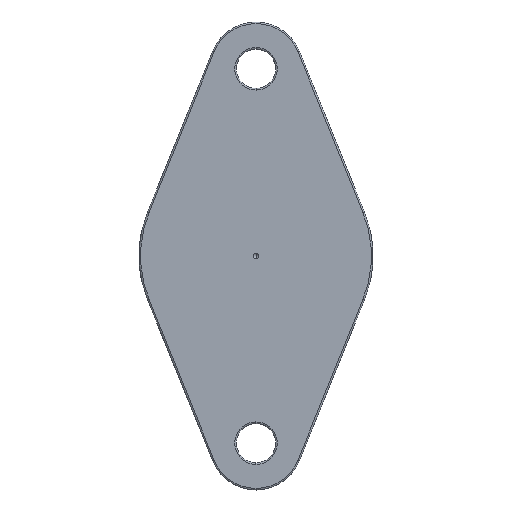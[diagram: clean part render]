
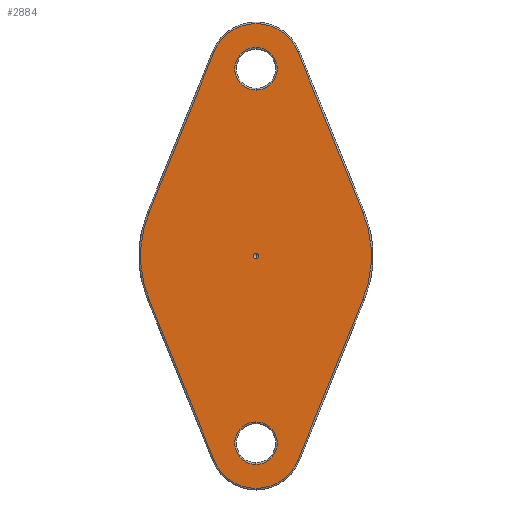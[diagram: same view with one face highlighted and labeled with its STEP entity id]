
A CAD part, front view. The second image highlights one B-rep face of the part: STEP entity #2884.
In plain terms, the highlighted planar face has unit normal (0, -1, 0).
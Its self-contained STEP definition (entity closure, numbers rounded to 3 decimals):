
#8 = CARTESIAN_POINT ( 'NONE',  ( 0., -9.5, 0. ) ) ;
#17 = CARTESIAN_POINT ( 'NONE',  ( 0., -9.5, 0. ) ) ;
#19 = CARTESIAN_POINT ( 'NONE',  ( 0., -9.5, -20. ) ) ;
#20 = CARTESIAN_POINT ( 'NONE',  ( 0., -9.5, 17.73 ) ) ;
#42 = AXIS2_PLACEMENT_3D ( 'NONE', #1002, #1463, #1496 ) ;
#97 = AXIS2_PLACEMENT_3D ( 'NONE', #2873, #608, #1574 ) ;
#100 = CIRCLE ( 'NONE', #972, 4.83 ) ;
#154 = AXIS2_PLACEMENT_3D ( 'NONE', #2933, #745, #2012 ) ;
#155 = DIRECTION ( 'NONE',  ( -0.375, 0., 0.927 ) ) ;
#197 = VERTEX_POINT ( 'NONE', #962 ) ;
#291 = AXIS2_PLACEMENT_3D ( 'NONE', #2328, #3069, #871 ) ;
#304 = CIRCLE ( 'NONE', #2154, 0.3 ) ;
#310 = EDGE_CURVE ( 'NONE', #2757, #2572, #2145, .T. ) ;
#339 = LINE ( 'NONE', #2344, #1214 ) ;
#358 = EDGE_CURVE ( 'NONE', #197, #1173, #710, .T. ) ;
#368 = CARTESIAN_POINT ( 'NONE',  ( -4.478, -9.5, 21.811 ) ) ;
#388 = ORIENTED_EDGE ( 'NONE', *, *, #1230, .T. ) ;
#392 = EDGE_CURVE ( 'NONE', #2572, #2757, #2352, .T. ) ;
#404 = VERTEX_POINT ( 'NONE', #2267 ) ;
#474 = FACE_BOUND ( 'NONE', #2340, .T. ) ;
#509 = EDGE_CURVE ( 'NONE', #1745, #2554, #100, .T. ) ;
#516 = DIRECTION ( 'NONE',  ( 0., 0., -1. ) ) ;
#536 = ORIENTED_EDGE ( 'NONE', *, *, #589, .F. ) ;
#562 = EDGE_CURVE ( 'NONE', #404, #2892, #1072, .T. ) ;
#585 = DIRECTION ( 'NONE',  ( 0., 0., -1. ) ) ;
#589 = EDGE_CURVE ( 'NONE', #2892, #404, #304, .T. ) ;
#608 = DIRECTION ( 'NONE',  ( 0., 1., 0. ) ) ;
#630 = EDGE_LOOP ( 'NONE', ( #1630, #1515 ) ) ;
#646 = CIRCLE ( 'NONE', #2189, 4.83 ) ;
#677 = DIRECTION ( 'NONE',  ( 0., -1., 0. ) ) ;
#690 = FACE_OUTER_BOUND ( 'NONE', #2064, .T. ) ;
#710 = CIRCLE ( 'NONE', #1121, 2.27 ) ;
#715 = DIRECTION ( 'NONE',  ( 0., 0., -1. ) ) ;
#721 = AXIS2_PLACEMENT_3D ( 'NONE', #950, #1693, #516 ) ;
#745 = DIRECTION ( 'NONE',  ( 0., 1., 0. ) ) ;
#851 = CARTESIAN_POINT ( 'NONE',  ( 11.43, -9.5, -4.624 ) ) ;
#861 = LINE ( 'NONE', #1366, #3158 ) ;
#864 = CARTESIAN_POINT ( 'NONE',  ( -11.43, -9.5, -4.624 ) ) ;
#871 = DIRECTION ( 'NONE',  ( 0., 0., -1. ) ) ;
#925 = VECTOR ( 'NONE', #1158, 1000. ) ;
#950 = CARTESIAN_POINT ( 'NONE',  ( 0., -9.5, 20. ) ) ;
#951 = VERTEX_POINT ( 'NONE', #851 ) ;
#962 = CARTESIAN_POINT ( 'NONE',  ( 0., -9.5, -17.73 ) ) ;
#972 = AXIS2_PLACEMENT_3D ( 'NONE', #1812, #2807, #585 ) ;
#982 = DIRECTION ( 'NONE',  ( 0., -1., 0. ) ) ;
#1002 = CARTESIAN_POINT ( 'NONE',  ( 0., -9.5, 20. ) ) ;
#1003 = CARTESIAN_POINT ( 'NONE',  ( 4.478, -9.5, -21.811 ) ) ;
#1032 = EDGE_CURVE ( 'NONE', #2554, #951, #1376, .T. ) ;
#1040 = DIRECTION ( 'NONE',  ( 0., -1., 0. ) ) ;
#1072 = CIRCLE ( 'NONE', #1682, 0.3 ) ;
#1121 = AXIS2_PLACEMENT_3D ( 'NONE', #19, #2744, #2758 ) ;
#1141 = ORIENTED_EDGE ( 'NONE', *, *, #2471, .T. ) ;
#1158 = DIRECTION ( 'NONE',  ( 0.375, 0., 0.927 ) ) ;
#1168 = ORIENTED_EDGE ( 'NONE', *, *, #1767, .T. ) ;
#1173 = VERTEX_POINT ( 'NONE', #1179 ) ;
#1178 = FACE_BOUND ( 'NONE', #2916, .T. ) ;
#1179 = CARTESIAN_POINT ( 'NONE',  ( 0., -9.5, -22.27 ) ) ;
#1200 = DIRECTION ( 'NONE',  ( 0., 0., -1. ) ) ;
#1214 = VECTOR ( 'NONE', #155, 1000. ) ;
#1230 = EDGE_CURVE ( 'NONE', #2018, #3108, #2195, .T. ) ;
#1276 = ORIENTED_EDGE ( 'NONE', *, *, #562, .F. ) ;
#1349 = ORIENTED_EDGE ( 'NONE', *, *, #310, .T. ) ;
#1366 = CARTESIAN_POINT ( 'NONE',  ( -11.43, -9.5, -4.624 ) ) ;
#1376 = LINE ( 'NONE', #2364, #925 ) ;
#1393 = CARTESIAN_POINT ( 'NONE',  ( 0., -9.5, 0. ) ) ;
#1409 = CARTESIAN_POINT ( 'NONE',  ( 0., -9.5, -0.3 ) ) ;
#1432 = DIRECTION ( 'NONE',  ( 0., -1., 0. ) ) ;
#1441 = PLANE ( 'NONE',  #2825 ) ;
#1458 = EDGE_CURVE ( 'NONE', #1173, #197, #2197, .T. ) ;
#1463 = DIRECTION ( 'NONE',  ( 0., 1., 0. ) ) ;
#1485 = ORIENTED_EDGE ( 'NONE', *, *, #1915, .T. ) ;
#1496 = DIRECTION ( 'NONE',  ( 0., 0., -1. ) ) ;
#1511 = EDGE_CURVE ( 'NONE', #3064, #2018, #2883, .T. ) ;
#1514 = CARTESIAN_POINT ( 'NONE',  ( -4.478, -9.5, -21.811 ) ) ;
#1515 = ORIENTED_EDGE ( 'NONE', *, *, #358, .T. ) ;
#1516 = AXIS2_PLACEMENT_3D ( 'NONE', #1741, #1040, #2228 ) ;
#1533 = ORIENTED_EDGE ( 'NONE', *, *, #1032, .T. ) ;
#1574 = DIRECTION ( 'NONE',  ( 0., 0., -1. ) ) ;
#1630 = ORIENTED_EDGE ( 'NONE', *, *, #1458, .T. ) ;
#1682 = AXIS2_PLACEMENT_3D ( 'NONE', #17, #1953, #715 ) ;
#1688 = CIRCLE ( 'NONE', #721, 4.83 ) ;
#1693 = DIRECTION ( 'NONE',  ( 0., -1., 0. ) ) ;
#1698 = DIRECTION ( 'NONE',  ( 0., 0., -1. ) ) ;
#1741 = CARTESIAN_POINT ( 'NONE',  ( 0., -9.5, 0. ) ) ;
#1745 = VERTEX_POINT ( 'NONE', #1796 ) ;
#1767 = EDGE_CURVE ( 'NONE', #3108, #2353, #861, .T. ) ;
#1796 = CARTESIAN_POINT ( 'NONE',  ( 0., -9.5, -24.83 ) ) ;
#1812 = CARTESIAN_POINT ( 'NONE',  ( 0., -9.5, -20. ) ) ;
#1900 = CARTESIAN_POINT ( 'NONE',  ( -11.43, -9.5, 4.624 ) ) ;
#1915 = EDGE_CURVE ( 'NONE', #2353, #1745, #646, .T. ) ;
#1941 = ORIENTED_EDGE ( 'NONE', *, *, #392, .T. ) ;
#1943 = FACE_BOUND ( 'NONE', #630, .T. ) ;
#1953 = DIRECTION ( 'NONE',  ( 0., -1., 0. ) ) ;
#2005 = ORIENTED_EDGE ( 'NONE', *, *, #509, .T. ) ;
#2012 = DIRECTION ( 'NONE',  ( 0., 0., -1. ) ) ;
#2018 = VERTEX_POINT ( 'NONE', #2057 ) ;
#2057 = CARTESIAN_POINT ( 'NONE',  ( -11.43, -9.5, 4.624 ) ) ;
#2064 = EDGE_LOOP ( 'NONE', ( #1533, #3037, #2993, #1141, #2710, #388, #1168, #1485, #2005 ) ) ;
#2095 = EDGE_CURVE ( 'NONE', #2768, #2907, #339, .T. ) ;
#2131 = EDGE_CURVE ( 'NONE', #951, #2768, #2544, .T. ) ;
#2137 = CARTESIAN_POINT ( 'NONE',  ( 4.478, -9.5, 21.811 ) ) ;
#2145 = CIRCLE ( 'NONE', #154, 2.27 ) ;
#2154 = AXIS2_PLACEMENT_3D ( 'NONE', #8, #982, #2439 ) ;
#2189 = AXIS2_PLACEMENT_3D ( 'NONE', #2422, #1432, #1200 ) ;
#2195 = CIRCLE ( 'NONE', #1516, 12.33 ) ;
#2197 = CIRCLE ( 'NONE', #97, 2.27 ) ;
#2228 = DIRECTION ( 'NONE',  ( 0., 0., -1. ) ) ;
#2267 = CARTESIAN_POINT ( 'NONE',  ( 0., -9.5, 0.3 ) ) ;
#2291 = CARTESIAN_POINT ( 'NONE',  ( 0., -9.5, 22.27 ) ) ;
#2311 = CARTESIAN_POINT ( 'NONE',  ( 11.43, -9.5, 4.624 ) ) ;
#2328 = CARTESIAN_POINT ( 'NONE',  ( 0., -9.5, 0. ) ) ;
#2340 = EDGE_LOOP ( 'NONE', ( #536, #1276 ) ) ;
#2344 = CARTESIAN_POINT ( 'NONE',  ( 4.478, -9.5, 21.811 ) ) ;
#2352 = CIRCLE ( 'NONE', #42, 2.27 ) ;
#2353 = VERTEX_POINT ( 'NONE', #1514 ) ;
#2364 = CARTESIAN_POINT ( 'NONE',  ( 11.43, -9.5, -4.624 ) ) ;
#2422 = CARTESIAN_POINT ( 'NONE',  ( 0., -9.5, -20. ) ) ;
#2439 = DIRECTION ( 'NONE',  ( 0., 0., -1. ) ) ;
#2471 = EDGE_CURVE ( 'NONE', #2907, #3064, #1688, .T. ) ;
#2544 = CIRCLE ( 'NONE', #291, 12.33 ) ;
#2554 = VERTEX_POINT ( 'NONE', #1003 ) ;
#2572 = VERTEX_POINT ( 'NONE', #20 ) ;
#2578 = DIRECTION ( 'NONE',  ( -0.375, 0., -0.927 ) ) ;
#2614 = DIRECTION ( 'NONE',  ( 0.375, 0., -0.927 ) ) ;
#2710 = ORIENTED_EDGE ( 'NONE', *, *, #1511, .T. ) ;
#2744 = DIRECTION ( 'NONE',  ( 0., 1., 0. ) ) ;
#2757 = VERTEX_POINT ( 'NONE', #2291 ) ;
#2758 = DIRECTION ( 'NONE',  ( 0., 0., -1. ) ) ;
#2768 = VERTEX_POINT ( 'NONE', #2311 ) ;
#2807 = DIRECTION ( 'NONE',  ( 0., -1., 0. ) ) ;
#2825 = AXIS2_PLACEMENT_3D ( 'NONE', #1393, #677, #1698 ) ;
#2873 = CARTESIAN_POINT ( 'NONE',  ( 0., -9.5, -20. ) ) ;
#2883 = LINE ( 'NONE', #1900, #3015 ) ;
#2884 = ADVANCED_FACE ( 'NONE', ( #474, #690, #1178, #1943 ), #1441, .T. ) ;
#2892 = VERTEX_POINT ( 'NONE', #1409 ) ;
#2907 = VERTEX_POINT ( 'NONE', #2137 ) ;
#2916 = EDGE_LOOP ( 'NONE', ( #1941, #1349 ) ) ;
#2933 = CARTESIAN_POINT ( 'NONE',  ( 0., -9.5, 20. ) ) ;
#2993 = ORIENTED_EDGE ( 'NONE', *, *, #2095, .T. ) ;
#3015 = VECTOR ( 'NONE', #2578, 1000. ) ;
#3037 = ORIENTED_EDGE ( 'NONE', *, *, #2131, .T. ) ;
#3064 = VERTEX_POINT ( 'NONE', #368 ) ;
#3069 = DIRECTION ( 'NONE',  ( 0., -1., 0. ) ) ;
#3108 = VERTEX_POINT ( 'NONE', #864 ) ;
#3158 = VECTOR ( 'NONE', #2614, 1000. ) ;
